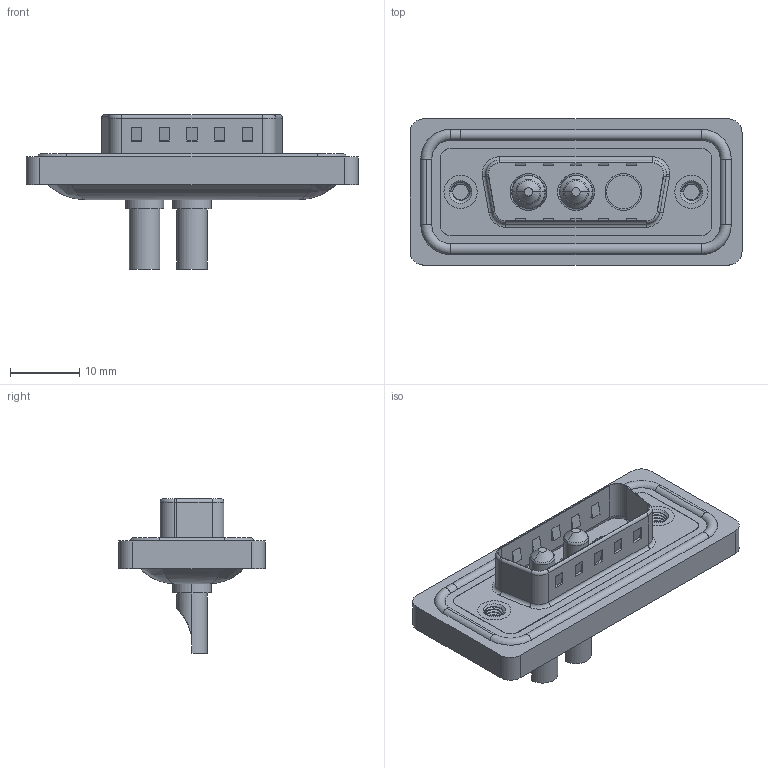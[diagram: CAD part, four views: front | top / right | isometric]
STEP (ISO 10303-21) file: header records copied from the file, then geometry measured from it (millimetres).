
FILE_DESCRIPTION (( 'STEP AP203' ), '1' );
FILE_NAME ('627W3W3-222-3NA.STEP', '2020-09-14T17:08:05', ( '' ), ( '' ), 'SwSTEP 2.0', 'SolidWorks 2020', '' );
FILE_SCHEMA (( 'CONFIG_CONTROL_DESIGN' ));
Length unit declared in the file: millimetre
Products named in the file (7): Power Pin_30A SC; 627Combo Shell Rear_15 Contacts; 627W3W3-222-3NA; 627Combo Waterproof Housing_15 Contacts; 627Combo Shell Front_15 Contacts; 627Combo Housing_3W3; 627Combo Threaded Rivet_A
Assembly tree (9 placements, depth 2):
  627W3W3-222-3NA
    627Combo Housing_3W3
    627Combo Waterproof Housing_15 Contacts
    627Combo Shell Rear_15 Contacts
    627Combo Shell Front_15 Contacts
    627Combo Threaded Rivet_A  x2
    Power Pin_30A SC  x3
Bounding box: 47.9 x 21.1 x 22.3 mm (x, y, z)
Volume: 5659.3 mm3; surface area: 9073.7 mm2
Topology: 13 solids, 13 shells, 580 faces, 1420 edges, 882 vertices
Faces by surface type: cylinder 252, plane 216, torus 70, cone 29, bspline 13
Entity records: 16889 total; most frequent: CARTESIAN_POINT 4689, DIRECTION 2484, ORIENTED_EDGE 2320, EDGE_CURVE 1160, AXIS2_PLACEMENT_3D 927, VERTEX_POINT 730, LINE 630, VECTOR 630
